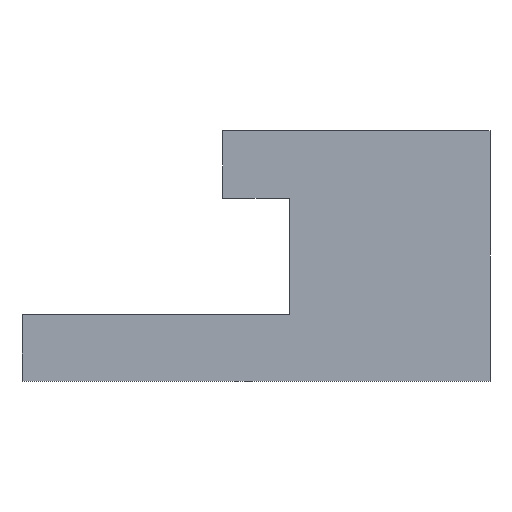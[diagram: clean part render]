
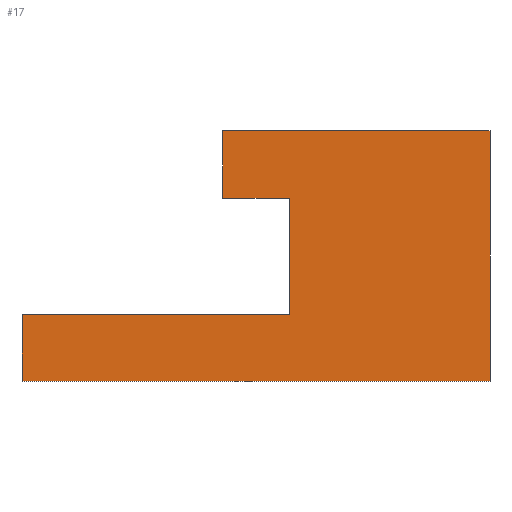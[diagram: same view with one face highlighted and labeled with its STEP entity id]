
A CAD part, front view. The second image highlights one B-rep face of the part: STEP entity #17.
In plain terms, the highlighted planar face has unit normal (0, -1, 0).
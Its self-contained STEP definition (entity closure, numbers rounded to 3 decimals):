
#17=ADVANCED_FACE('',(#33),#239,.T.);
#33=FACE_OUTER_BOUND('',#49,.T.);
#49=EDGE_LOOP('',(#67,#68,#69,#70,#71,#72,#73,#74));
#67=ORIENTED_EDGE('',*,*,#157,.T.);
#68=ORIENTED_EDGE('',*,*,#162,.T.);
#69=ORIENTED_EDGE('',*,*,#149,.T.);
#70=ORIENTED_EDGE('',*,*,#150,.T.);
#71=ORIENTED_EDGE('',*,*,#141,.F.);
#72=ORIENTED_EDGE('',*,*,#139,.T.);
#73=ORIENTED_EDGE('',*,*,#140,.T.);
#74=ORIENTED_EDGE('',*,*,#161,.F.);
#139=EDGE_CURVE('',#211,#212,#187,.T.);
#140=EDGE_CURVE('',#212,#213,#188,.T.);
#141=EDGE_CURVE('',#211,#219,#189,.T.);
#149=EDGE_CURVE('',#217,#218,#197,.T.);
#150=EDGE_CURVE('',#218,#219,#198,.T.);
#157=EDGE_CURVE('',#223,#224,#205,.T.);
#161=EDGE_CURVE('',#223,#213,#209,.T.);
#162=EDGE_CURVE('',#224,#217,#210,.T.);
#187=B_SPLINE_CURVE_WITH_KNOTS('',1,(#377,#378),.UNSPECIFIED.,.F.,.F.,(2,
2),(0.,130.),.UNSPECIFIED.);
#188=B_SPLINE_CURVE_WITH_KNOTS('',1,(#379,#380),.UNSPECIFIED.,.F.,.F.,(2,
2),(0.,75.),.UNSPECIFIED.);
#189=B_SPLINE_CURVE_WITH_KNOTS('',1,(#381,#382),.UNSPECIFIED.,.F.,.F.,(2,
2),(0.,20.),.UNSPECIFIED.);
#197=B_SPLINE_CURVE_WITH_KNOTS('',1,(#397,#398),.UNSPECIFIED.,.F.,.F.,(2,
2),(104.752,139.505),.UNSPECIFIED.);
#198=B_SPLINE_CURVE_WITH_KNOTS('',1,(#399,#400),.UNSPECIFIED.,.F.,.F.,(2,
2),(-74.286,0.),.UNSPECIFIED.);
#205=B_SPLINE_CURVE_WITH_KNOTS('',1,(#413,#414),.UNSPECIFIED.,.F.,.F.,(2,
2),(115.189,135.437),.UNSPECIFIED.);
#209=B_SPLINE_CURVE_WITH_KNOTS('',1,(#421,#422),.UNSPECIFIED.,.F.,.F.,(2,
2),(55.714,130.),.UNSPECIFIED.);
#210=B_SPLINE_CURVE_WITH_KNOTS('',1,(#423,#424),.UNSPECIFIED.,.F.,.F.,(2,
2),(92.481,104.752),.UNSPECIFIED.);
#211=VERTEX_POINT('',#353);
#212=VERTEX_POINT('',#354);
#213=VERTEX_POINT('',#355);
#217=VERTEX_POINT('',#359);
#218=VERTEX_POINT('',#360);
#219=VERTEX_POINT('',#361);
#223=VERTEX_POINT('',#365);
#224=VERTEX_POINT('',#366);
#239=PLANE('',#271);
#271=AXIS2_PLACEMENT_3D('',#301,#286,$);
#286=DIRECTION('',(0.,-1.,0.));
#301=CARTESIAN_POINT('',(1016.814,-604.6,0.));
#353=CARTESIAN_POINT('',(1016.814,-604.6,0.));
#354=CARTESIAN_POINT('',(1156.814,-604.6,0.));
#355=CARTESIAN_POINT('',(1156.814,-604.6,75.));
#359=CARTESIAN_POINT('',(1096.814,-604.6,54.752));
#360=CARTESIAN_POINT('',(1096.814,-604.6,20.));
#361=CARTESIAN_POINT('',(1016.814,-604.6,20.));
#365=CARTESIAN_POINT('',(1076.814,-604.6,75.));
#366=CARTESIAN_POINT('',(1076.814,-604.6,54.752));
#377=CARTESIAN_POINT('',(1016.814,-604.6,0.));
#378=CARTESIAN_POINT('',(1156.814,-604.6,0.));
#379=CARTESIAN_POINT('',(1156.814,-604.6,0.));
#380=CARTESIAN_POINT('',(1156.814,-604.6,75.));
#381=CARTESIAN_POINT('',(1016.814,-604.6,0.));
#382=CARTESIAN_POINT('',(1016.814,-604.6,20.));
#397=CARTESIAN_POINT('',(1096.814,-604.6,54.752));
#398=CARTESIAN_POINT('',(1096.814,-604.6,20.));
#399=CARTESIAN_POINT('',(1096.814,-604.6,20.));
#400=CARTESIAN_POINT('',(1016.814,-604.6,20.));
#413=CARTESIAN_POINT('',(1076.814,-604.6,75.));
#414=CARTESIAN_POINT('',(1076.814,-604.6,54.752));
#421=CARTESIAN_POINT('',(1076.814,-604.6,75.));
#422=CARTESIAN_POINT('',(1156.814,-604.6,75.));
#423=CARTESIAN_POINT('',(1076.814,-604.6,54.752));
#424=CARTESIAN_POINT('',(1096.814,-604.6,54.752));
